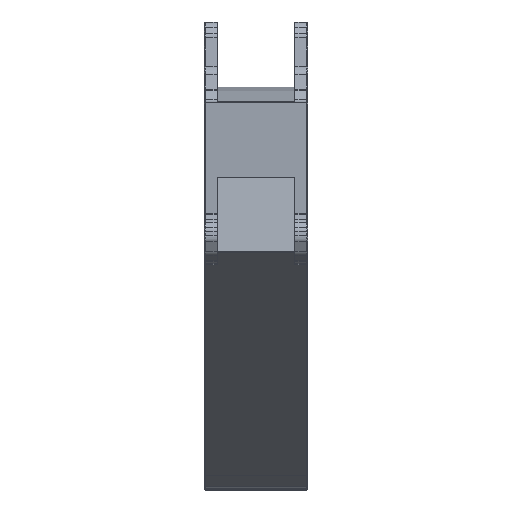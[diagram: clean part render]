
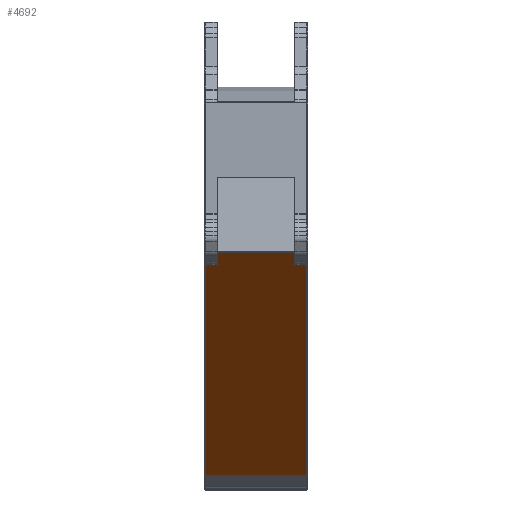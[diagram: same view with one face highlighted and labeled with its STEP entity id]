
A CAD part, top view. The second image highlights one B-rep face of the part: STEP entity #4692.
In plain terms, the highlighted planar face has unit normal (0, -0.811, 0.585).
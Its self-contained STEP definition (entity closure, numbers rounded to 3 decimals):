
#524=FACE_OUTER_BOUND('',#815,.T.);
#815=EDGE_LOOP('',(#4245,#4246,#4247,#4248,#4249,#4250));
#1174=LINE('',#7016,#1529);
#1237=LINE('',#7168,#1592);
#1238=LINE('',#7171,#1593);
#1403=LINE('',#7896,#1758);
#1443=LINE('',#8104,#1798);
#1497=LINE('',#8379,#1852);
#1529=VECTOR('',#5407,10.);
#1592=VECTOR('',#5570,10.);
#1593=VECTOR('',#5573,10.);
#1758=VECTOR('',#6338,10.);
#1798=VECTOR('',#6542,10.);
#1852=VECTOR('',#6904,10.);
#1860=VERTEX_POINT('',#6930);
#1898=VERTEX_POINT('',#7007);
#1939=VERTEX_POINT('',#7166);
#1940=VERTEX_POINT('',#7170);
#2142=VERTEX_POINT('',#7792);
#2199=VERTEX_POINT('',#8058);
#2314=EDGE_CURVE('',#1898,#1860,#1174,.T.);
#2390=EDGE_CURVE('',#1939,#1898,#1237,.T.);
#2391=EDGE_CURVE('',#1860,#1940,#1238,.T.);
#2733=EDGE_CURVE('',#2142,#1939,#1403,.T.);
#2816=EDGE_CURVE('',#1940,#2199,#1443,.T.);
#2954=EDGE_CURVE('',#2142,#2199,#1497,.T.);
#4245=ORIENTED_EDGE('',*,*,#2733,.F.);
#4246=ORIENTED_EDGE('',*,*,#2954,.T.);
#4247=ORIENTED_EDGE('',*,*,#2816,.F.);
#4248=ORIENTED_EDGE('',*,*,#2391,.F.);
#4249=ORIENTED_EDGE('',*,*,#2314,.F.);
#4250=ORIENTED_EDGE('',*,*,#2390,.F.);
#4415=PLANE('',#5329);
#4692=ADVANCED_FACE('',(#524),#4415,.T.);
#5329=AXIS2_PLACEMENT_3D('',#8380,#6905,#6906);
#5407=DIRECTION('',(1.,0.,0.));
#5570=DIRECTION('',(1.,0.,0.));
#5573=DIRECTION('',(1.,0.,0.));
#6338=DIRECTION('',(0.,0.585,0.811));
#6542=DIRECTION('',(0.,-0.585,-0.811));
#6904=DIRECTION('',(1.,0.,0.));
#6905=DIRECTION('center_axis',(0.,-0.811,0.585));
#6906=DIRECTION('ref_axis',(0.,-0.585,-0.811));
#6930=CARTESIAN_POINT('',(75.,1339.341,-4133.104));
#7007=CARTESIAN_POINT('',(-75.,1339.341,-4133.104));
#7016=CARTESIAN_POINT('',(0.,1339.341,-4133.104));
#7166=CARTESIAN_POINT('',(-98.,1339.341,-4133.104));
#7168=CARTESIAN_POINT('',(0.,1339.341,-4133.104));
#7170=CARTESIAN_POINT('',(98.,1339.341,-4133.104));
#7171=CARTESIAN_POINT('',(0.,1339.341,-4133.104));
#7792=CARTESIAN_POINT('',(-98.,908.605,-4729.872));
#7896=CARTESIAN_POINT('',(-98.,1405.365,-4041.631));
#8058=CARTESIAN_POINT('',(98.,908.605,-4729.872));
#8104=CARTESIAN_POINT('',(98.,1405.365,-4041.631));
#8379=CARTESIAN_POINT('',(0.,908.605,-4729.872));
#8380=CARTESIAN_POINT('Origin',(0.,1341.488,-4130.13));
